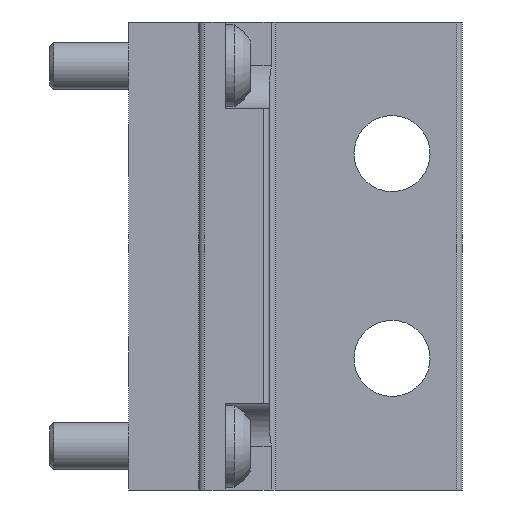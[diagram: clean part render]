
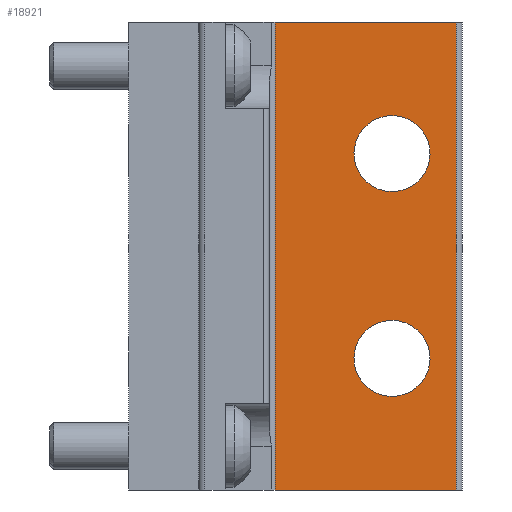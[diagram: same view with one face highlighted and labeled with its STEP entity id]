
A CAD part, left-side view. The second image highlights one B-rep face of the part: STEP entity #18921.
In plain terms, the highlighted planar face has unit normal (-1, 0, 0).
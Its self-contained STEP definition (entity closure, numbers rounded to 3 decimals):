
#18421=AXIS2_PLACEMENT_3D('Circle Axis2P3D',#18419,#18420,$) ;
#18445=AXIS2_PLACEMENT_3D('Circle Axis2P3D',#18443,#18444,$) ;
#18473=AXIS2_PLACEMENT_3D('Circle Axis2P3D',#18471,#18472,$) ;
#18497=AXIS2_PLACEMENT_3D('Circle Axis2P3D',#18495,#18496,$) ;
#18893=AXIS2_PLACEMENT_3D('Plane Axis2P3D',#18890,#18891,#18892) ;
#17524=CARTESIAN_POINT('Vertex',(-343.,-46.,51.)) ;
#17527=CARTESIAN_POINT('Line Origine',(-343.,-30.5,51.)) ;
#17531=CARTESIAN_POINT('Vertex',(-343.,-15.,51.)) ;
#17779=CARTESIAN_POINT('Line Origine',(-343.,-15.,91.)) ;
#17783=CARTESIAN_POINT('Vertex',(-343.,-15.,131.)) ;
#18416=CARTESIAN_POINT('Vertex',(-343.,-40.704,111.616)) ;
#18419=CARTESIAN_POINT('Axis2P3D Location',(-343.,-35.,108.5)) ;
#18423=CARTESIAN_POINT('Vertex',(-343.,-29.296,105.384)) ;
#18443=CARTESIAN_POINT('Axis2P3D Location',(-343.,-35.,108.5)) ;
#18468=CARTESIAN_POINT('Vertex',(-343.,-40.704,76.616)) ;
#18471=CARTESIAN_POINT('Axis2P3D Location',(-343.,-35.,73.5)) ;
#18475=CARTESIAN_POINT('Vertex',(-343.,-29.296,70.384)) ;
#18495=CARTESIAN_POINT('Axis2P3D Location',(-343.,-35.,73.5)) ;
#18890=CARTESIAN_POINT('Axis2P3D Location',(-343.,-14.,91.)) ;
#18895=CARTESIAN_POINT('Line Origine',(-343.,-46.,91.)) ;
#18899=CARTESIAN_POINT('Vertex',(-343.,-46.,131.)) ;
#18902=CARTESIAN_POINT('Line Origine',(-343.,-30.5,131.)) ;
#17528=DIRECTION('Vector Direction',(0.,-1.,0.)) ;
#17780=DIRECTION('Vector Direction',(0.,0.,1.)) ;
#18420=DIRECTION('Axis2P3D Direction',(-1.,0.,0.)) ;
#18444=DIRECTION('Axis2P3D Direction',(-1.,0.,0.)) ;
#18472=DIRECTION('Axis2P3D Direction',(-1.,0.,0.)) ;
#18496=DIRECTION('Axis2P3D Direction',(-1.,0.,0.)) ;
#18891=DIRECTION('Axis2P3D Direction',(-1.,0.,0.)) ;
#18892=DIRECTION('Axis2P3D XDirection',(0.,-1.,0.)) ;
#18896=DIRECTION('Vector Direction',(0.,0.,1.)) ;
#18903=DIRECTION('Vector Direction',(0.,-1.,0.)) ;
#17529=VECTOR('Line Direction',#17528,1.) ;
#17781=VECTOR('Line Direction',#17780,1.) ;
#18897=VECTOR('Line Direction',#18896,1.) ;
#18904=VECTOR('Line Direction',#18903,1.) ;
#18908=ORIENTED_EDGE('',*,*,#18901,.T.) ;
#18909=ORIENTED_EDGE('',*,*,#18906,.F.) ;
#18910=ORIENTED_EDGE('',*,*,#17785,.T.) ;
#18911=ORIENTED_EDGE('',*,*,#17533,.T.) ;
#18914=ORIENTED_EDGE('',*,*,#18499,.F.) ;
#18915=ORIENTED_EDGE('',*,*,#18477,.F.) ;
#18918=ORIENTED_EDGE('',*,*,#18447,.F.) ;
#18919=ORIENTED_EDGE('',*,*,#18425,.F.) ;
#18916=FACE_BOUND('',#18913,.T.) ;
#18920=FACE_BOUND('',#18917,.T.) ;
#18921=ADVANCED_FACE('RB0349001_1PA_001_04_N2_4000_FP_TERMINAL_SHORT.8\\PartBody',(#18912,#18916,#18920),#18894,.T.) ;
#18422=CIRCLE('generated circle',#18421,6.5) ;
#18446=CIRCLE('generated circle',#18445,6.5) ;
#18474=CIRCLE('generated circle',#18473,6.5) ;
#18498=CIRCLE('generated circle',#18497,6.5) ;
#17533=EDGE_CURVE('',#17532,#17525,#17530,.T.) ;
#17785=EDGE_CURVE('',#17784,#17532,#17782,.F.) ;
#18425=EDGE_CURVE('',#18417,#18424,#18422,.T.) ;
#18447=EDGE_CURVE('',#18424,#18417,#18446,.T.) ;
#18477=EDGE_CURVE('',#18469,#18476,#18474,.T.) ;
#18499=EDGE_CURVE('',#18476,#18469,#18498,.T.) ;
#18901=EDGE_CURVE('',#17525,#18900,#18898,.T.) ;
#18906=EDGE_CURVE('',#17784,#18900,#18905,.T.) ;
#18907=EDGE_LOOP('',(#18908,#18909,#18910,#18911)) ;
#18913=EDGE_LOOP('',(#18914,#18915)) ;
#18917=EDGE_LOOP('',(#18918,#18919)) ;
#18912=FACE_OUTER_BOUND('',#18907,.T.) ;
#17530=LINE('Line',#17527,#17529) ;
#17782=LINE('Line',#17779,#17781) ;
#18898=LINE('Line',#18895,#18897) ;
#18905=LINE('Line',#18902,#18904) ;
#18894=PLANE('',#18893) ;
#17525=VERTEX_POINT('',#17524) ;
#17532=VERTEX_POINT('',#17531) ;
#17784=VERTEX_POINT('',#17783) ;
#18417=VERTEX_POINT('',#18416) ;
#18424=VERTEX_POINT('',#18423) ;
#18469=VERTEX_POINT('',#18468) ;
#18476=VERTEX_POINT('',#18475) ;
#18900=VERTEX_POINT('',#18899) ;
